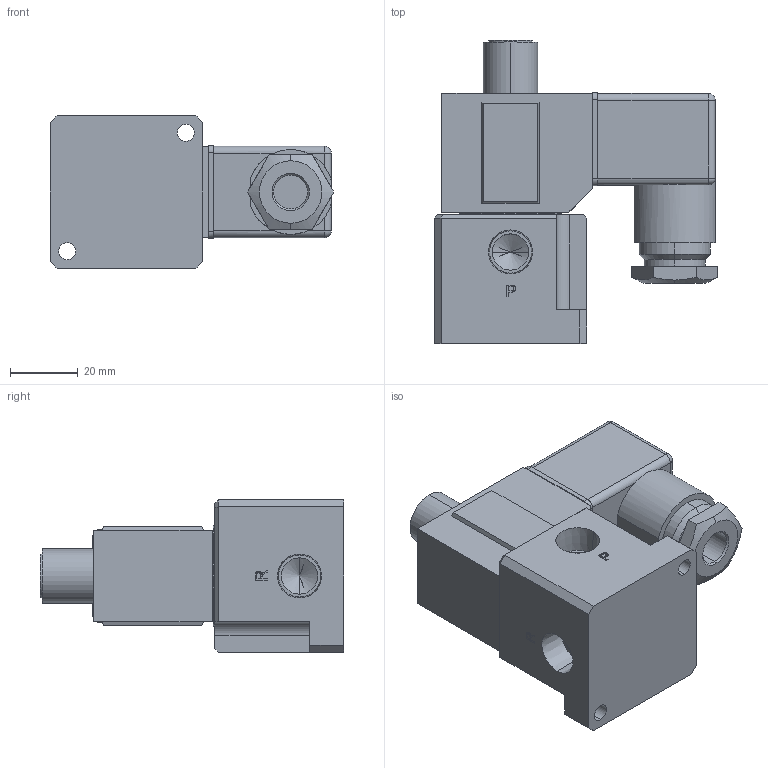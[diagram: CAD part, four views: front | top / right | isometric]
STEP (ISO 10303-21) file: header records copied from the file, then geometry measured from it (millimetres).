
FILE_DESCRIPTION (( 'STEP AP214' ), '1' );
FILE_NAME ('VT317-5DZ-02-Q.step.step', '2018-06-06T12:01:08', ( '' ), ( '' ), 'SwSTEP 2.0', 'SolidWorks 2018', '' );
FILE_SCHEMA (( 'AUTOMOTIVE_DESIGN' ));
Length unit declared in the file: millimetre
Products named in the file (3): VT317-5DZ-02-Q.step_VT317 Connector Body_D Type; VT317-5DZ-02-Q.step_VT317 Port Body_VT; VT317-5DZ-02-Q.step
Assembly tree (2 placements, depth 2):
  VT317-5DZ-02-Q.step
    VT317-5DZ-02-Q.step_VT317 Port Body_VT
    VT317-5DZ-02-Q.step_VT317 Connector Body_D Type
Bounding box: 83.65 x 89.5 x 45 mm (x, y, z)
Volume: 149934.5 mm3; surface area: 27449.3 mm2
Topology: 2 solids, 2 shells, 193 faces, 477 edges, 301 vertices
Faces by surface type: plane 111, cylinder 44, cone 18, bspline 16, sphere 4
Entity records: 7377 total; most frequent: CARTESIAN_POINT 1901, ORIENTED_EDGE 934, DIRECTION 895, EDGE_CURVE 467, VECTOR 313, LINE 313, VERTEX_POINT 301, AXIS2_PLACEMENT_3D 291
